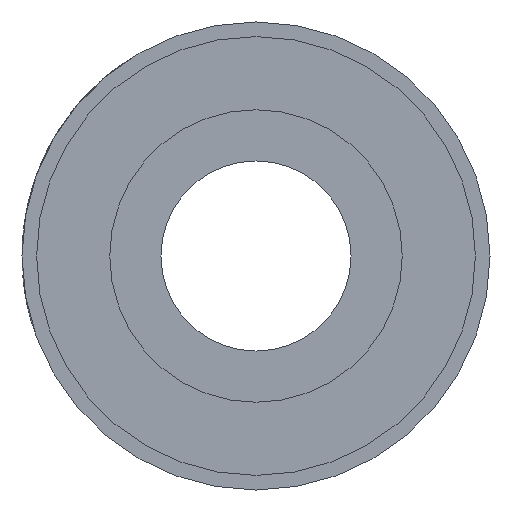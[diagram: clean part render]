
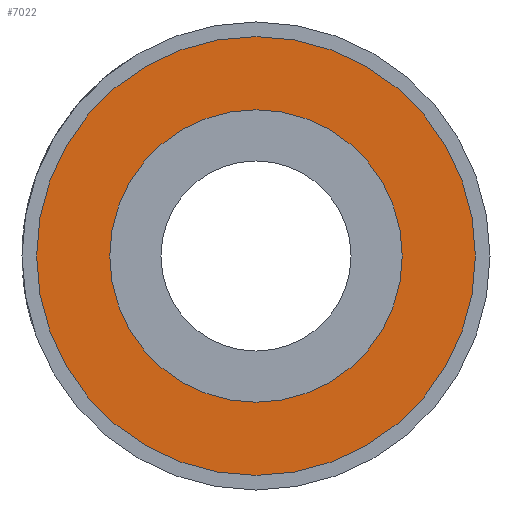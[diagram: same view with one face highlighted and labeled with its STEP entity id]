
A CAD part, left-side view. The second image highlights one B-rep face of the part: STEP entity #7022.
In plain terms, the highlighted planar face has unit normal (-1, 0, 0).
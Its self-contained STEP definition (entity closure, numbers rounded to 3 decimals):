
#34 = CARTESIAN_POINT ( 'NONE',  ( 0., 0., 0. ) ) ;
#297 = CARTESIAN_POINT ( 'NONE',  ( 0., 0., -15. ) ) ;
#381 = CARTESIAN_POINT ( 'NONE',  ( 0., 0., 0. ) ) ;
#488 = CARTESIAN_POINT ( 'NONE',  ( 0., 0., 0. ) ) ;
#649 = DIRECTION ( 'NONE',  ( -1., 0., 0. ) ) ;
#1004 = VERTEX_POINT ( 'NONE', #297 ) ;
#1020 = DIRECTION ( 'NONE',  ( 0., 0., -1. ) ) ;
#1516 = DIRECTION ( 'NONE',  ( 0., 0., -1. ) ) ;
#1728 = EDGE_CURVE ( 'NONE', #1004, #3052, #4760, .T. ) ;
#1729 = AXIS2_PLACEMENT_3D ( 'NONE', #381, #3330, #1020 ) ;
#2216 = DIRECTION ( 'NONE',  ( 0., 0., -1. ) ) ;
#2465 = EDGE_CURVE ( 'NONE', #3681, #4555, #4115, .T. ) ;
#2795 = AXIS2_PLACEMENT_3D ( 'NONE', #488, #8465, #6334 ) ;
#3052 = VERTEX_POINT ( 'NONE', #9518 ) ;
#3330 = DIRECTION ( 'NONE',  ( 1., 0., 0. ) ) ;
#3348 = ORIENTED_EDGE ( 'NONE', *, *, #5493, .F. ) ;
#3357 = CIRCLE ( 'NONE', #5828, 10. ) ;
#3440 = EDGE_LOOP ( 'NONE', ( #3348, #9149 ) ) ;
#3473 = DIRECTION ( 'NONE',  ( -1., 0., 0. ) ) ;
#3681 = VERTEX_POINT ( 'NONE', #6428 ) ;
#4115 = CIRCLE ( 'NONE', #4591, 10. ) ;
#4509 = ORIENTED_EDGE ( 'NONE', *, *, #9000, .T. ) ;
#4555 = VERTEX_POINT ( 'NONE', #6694 ) ;
#4591 = AXIS2_PLACEMENT_3D ( 'NONE', #5071, #3473, #2216 ) ;
#4760 = CIRCLE ( 'NONE', #5967, 15. ) ;
#4864 = ORIENTED_EDGE ( 'NONE', *, *, #1728, .T. ) ;
#5071 = CARTESIAN_POINT ( 'NONE',  ( 0., 0., 0. ) ) ;
#5333 = EDGE_LOOP ( 'NONE', ( #4509, #4864 ) ) ;
#5371 = FACE_OUTER_BOUND ( 'NONE', #5333, .T. ) ;
#5493 = EDGE_CURVE ( 'NONE', #4555, #3681, #3357, .T. ) ;
#5828 = AXIS2_PLACEMENT_3D ( 'NONE', #7266, #649, #1516 ) ;
#5967 = AXIS2_PLACEMENT_3D ( 'NONE', #34, #6657, #8108 ) ;
#6334 = DIRECTION ( 'NONE',  ( 0., 0., 1. ) ) ;
#6428 = CARTESIAN_POINT ( 'NONE',  ( 0., 0., -10. ) ) ;
#6657 = DIRECTION ( 'NONE',  ( -1., 0., 0. ) ) ;
#6658 = CIRCLE ( 'NONE', #2795, 15. ) ;
#6694 = CARTESIAN_POINT ( 'NONE',  ( 0., 0., 10. ) ) ;
#7022 = ADVANCED_FACE ( 'NONE', ( #7637, #5371 ), #7679, .F. ) ;
#7266 = CARTESIAN_POINT ( 'NONE',  ( 0., 0., 0. ) ) ;
#7637 = FACE_BOUND ( 'NONE', #3440, .T. ) ;
#7679 = PLANE ( 'NONE',  #1729 ) ;
#8108 = DIRECTION ( 'NONE',  ( 0., 0., 1. ) ) ;
#8465 = DIRECTION ( 'NONE',  ( -1., 0., 0. ) ) ;
#9000 = EDGE_CURVE ( 'NONE', #3052, #1004, #6658, .T. ) ;
#9149 = ORIENTED_EDGE ( 'NONE', *, *, #2465, .F. ) ;
#9518 = CARTESIAN_POINT ( 'NONE',  ( 0., 0., 15. ) ) ;
